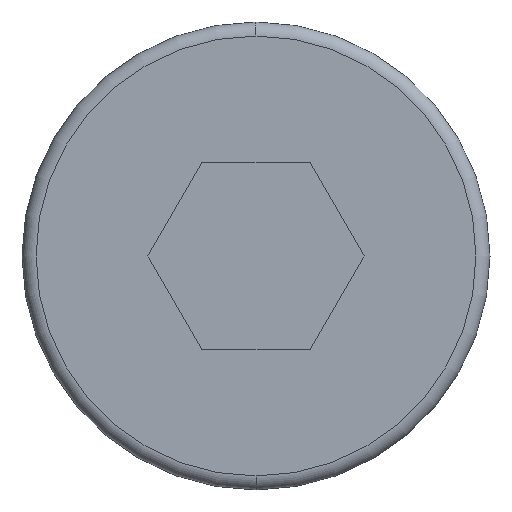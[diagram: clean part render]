
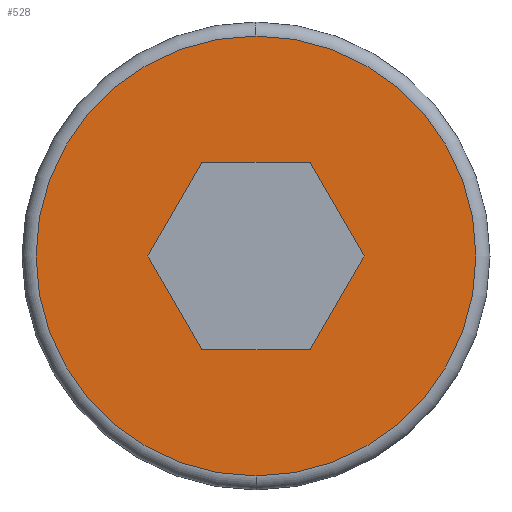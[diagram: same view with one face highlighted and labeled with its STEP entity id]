
A CAD part, left-side view. The second image highlights one B-rep face of the part: STEP entity #528.
In plain terms, the highlighted planar face has unit normal (-1, 0, 0).
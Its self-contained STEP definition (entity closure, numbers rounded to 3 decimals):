
#4 = DIRECTION ( 'NONE',  ( 0., -0.5, 0.866 ) ) ;
#20 = VECTOR ( 'NONE', #638, 1000. ) ;
#25 = VERTEX_POINT ( 'NONE', #728 ) ;
#42 = CARTESIAN_POINT ( 'NONE',  ( -4.3, 2.309, 0. ) ) ;
#70 = LINE ( 'NONE', #130, #743 ) ;
#71 = DIRECTION ( 'NONE',  ( 0., -0.5, -0.866 ) ) ;
#86 = DIRECTION ( 'NONE',  ( 0., 0.5, -0.866 ) ) ;
#99 = CARTESIAN_POINT ( 'NONE',  ( -4.3, 0., -4.7 ) ) ;
#104 = LINE ( 'NONE', #563, #353 ) ;
#112 = CARTESIAN_POINT ( 'NONE',  ( -4.3, -2.309, 0. ) ) ;
#130 = CARTESIAN_POINT ( 'NONE',  ( -4.3, 1.155, -2. ) ) ;
#150 = CARTESIAN_POINT ( 'NONE',  ( -4.3, 0., 4.7 ) ) ;
#168 = LINE ( 'NONE', #112, #304 ) ;
#182 = LINE ( 'NONE', #770, #20 ) ;
#197 = VERTEX_POINT ( 'NONE', #349 ) ;
#230 = PLANE ( 'NONE',  #683 ) ;
#238 = VECTOR ( 'NONE', #788, 1000. ) ;
#259 = DIRECTION ( 'NONE',  ( 0., 0.5, 0.866 ) ) ;
#288 = ORIENTED_EDGE ( 'NONE', *, *, #449, .F. ) ;
#292 = CARTESIAN_POINT ( 'NONE',  ( -4.3, 0., 0. ) ) ;
#304 = VECTOR ( 'NONE', #4, 1000. ) ;
#306 = CARTESIAN_POINT ( 'NONE',  ( -4.3, 2.309, 0. ) ) ;
#319 = DIRECTION ( 'NONE',  ( 1., 0., 0. ) ) ;
#324 = EDGE_CURVE ( 'NONE', #490, #360, #104, .T. ) ;
#345 = CIRCLE ( 'NONE', #403, 4.7 ) ;
#349 = CARTESIAN_POINT ( 'NONE',  ( -4.3, -1.155, -2. ) ) ;
#350 = VERTEX_POINT ( 'NONE', #306 ) ;
#353 = VECTOR ( 'NONE', #259, 1000. ) ;
#360 = VERTEX_POINT ( 'NONE', #431 ) ;
#368 = ORIENTED_EDGE ( 'NONE', *, *, #324, .F. ) ;
#378 = EDGE_CURVE ( 'NONE', #350, #25, #70, .T. ) ;
#386 = EDGE_LOOP ( 'NONE', ( #506, #288, #557, #814, #688, #368 ) ) ;
#403 = AXIS2_PLACEMENT_3D ( 'NONE', #518, #532, #523 ) ;
#414 = EDGE_LOOP ( 'NONE', ( #768, #499 ) ) ;
#416 = VECTOR ( 'NONE', #86, 1000. ) ;
#431 = CARTESIAN_POINT ( 'NONE',  ( -4.3, -1.155, 2. ) ) ;
#449 = EDGE_CURVE ( 'NONE', #25, #197, #182, .T. ) ;
#490 = VERTEX_POINT ( 'NONE', #513 ) ;
#491 = VERTEX_POINT ( 'NONE', #150 ) ;
#497 = EDGE_CURVE ( 'NONE', #197, #490, #168, .T. ) ;
#499 = ORIENTED_EDGE ( 'NONE', *, *, #675, .T. ) ;
#506 = ORIENTED_EDGE ( 'NONE', *, *, #497, .F. ) ;
#513 = CARTESIAN_POINT ( 'NONE',  ( -4.3, -2.309, 0. ) ) ;
#518 = CARTESIAN_POINT ( 'NONE',  ( -4.3, 0., 0. ) ) ;
#523 = DIRECTION ( 'NONE',  ( 0., 0., -1. ) ) ;
#528 = ADVANCED_FACE ( 'NONE', ( #778, #621 ), #230, .F. ) ;
#532 = DIRECTION ( 'NONE',  ( -1., 0., 0. ) ) ;
#557 = ORIENTED_EDGE ( 'NONE', *, *, #378, .F. ) ;
#561 = CIRCLE ( 'NONE', #765, 4.7 ) ;
#563 = CARTESIAN_POINT ( 'NONE',  ( -4.3, -1.155, 2. ) ) ;
#569 = LINE ( 'NONE', #731, #238 ) ;
#571 = EDGE_CURVE ( 'NONE', #579, #491, #561, .T. ) ;
#579 = VERTEX_POINT ( 'NONE', #99 ) ;
#593 = LINE ( 'NONE', #42, #416 ) ;
#595 = DIRECTION ( 'NONE',  ( 0., 0., -1. ) ) ;
#621 = FACE_OUTER_BOUND ( 'NONE', #414, .T. ) ;
#638 = DIRECTION ( 'NONE',  ( 0., -1., 0. ) ) ;
#669 = DIRECTION ( 'NONE',  ( 0., 0., -1. ) ) ;
#675 = EDGE_CURVE ( 'NONE', #491, #579, #345, .T. ) ;
#683 = AXIS2_PLACEMENT_3D ( 'NONE', #795, #319, #595 ) ;
#688 = ORIENTED_EDGE ( 'NONE', *, *, #782, .F. ) ;
#722 = DIRECTION ( 'NONE',  ( -1., 0., 0. ) ) ;
#728 = CARTESIAN_POINT ( 'NONE',  ( -4.3, 1.155, -2. ) ) ;
#731 = CARTESIAN_POINT ( 'NONE',  ( -4.3, 1.155, 2. ) ) ;
#732 = EDGE_CURVE ( 'NONE', #753, #350, #593, .T. ) ;
#733 = CARTESIAN_POINT ( 'NONE',  ( -4.3, 1.155, 2. ) ) ;
#743 = VECTOR ( 'NONE', #71, 1000. ) ;
#753 = VERTEX_POINT ( 'NONE', #733 ) ;
#765 = AXIS2_PLACEMENT_3D ( 'NONE', #292, #722, #669 ) ;
#768 = ORIENTED_EDGE ( 'NONE', *, *, #571, .T. ) ;
#770 = CARTESIAN_POINT ( 'NONE',  ( -4.3, -1.155, -2. ) ) ;
#778 = FACE_BOUND ( 'NONE', #386, .T. ) ;
#782 = EDGE_CURVE ( 'NONE', #360, #753, #569, .T. ) ;
#788 = DIRECTION ( 'NONE',  ( 0., 1., 0. ) ) ;
#795 = CARTESIAN_POINT ( 'NONE',  ( -4.3, 0., 0. ) ) ;
#814 = ORIENTED_EDGE ( 'NONE', *, *, #732, .F. ) ;
